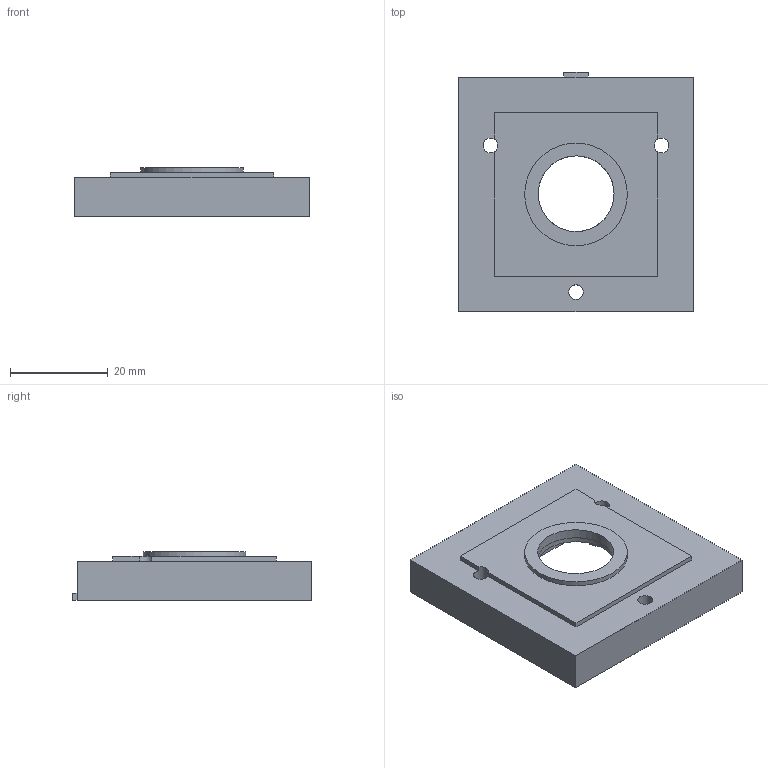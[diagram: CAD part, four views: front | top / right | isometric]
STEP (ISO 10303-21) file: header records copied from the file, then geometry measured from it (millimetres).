
FILE_DESCRIPTION(/* description */ (''),/* implementation_level */ '2;1');
FILE_NAME(/* name */ 'Door Handle Insert v10.step',/* time_stamp */ '2020-09-25T16:37:20+01:00',/* author */ (''),/* organization */ (''),/* preprocessor_version */ 'ST-DEVELOPER v18.1',/* originating_system */ 'Autodesk Translation Framework v9.3.0.1241',/* authorisation */ '');
FILE_SCHEMA (('AUTOMOTIVE_DESIGN { 1 0 10303 214 3 1 1 }'));
Length unit declared in the file: millimetre
Products named in the file (1): Door Handle Insert
Bounding box: 48 x 49 x 10 mm (x, y, z)
Volume: 9373.8 mm3; surface area: 7730 mm2
Topology: 1 solids, 1 shells, 43 faces, 121 edges, 80 vertices
Faces by surface type: plane 31, cylinder 12
Full cylindrical faces by diameter (mm): 3 x3, 15.5 x1, 15.75 x1, 21 x1
Entity records: 1444 total; most frequent: CARTESIAN_POINT 245, ORIENTED_EDGE 242, DIRECTION 241, EDGE_CURVE 121, LINE 89, VECTOR 89, VERTEX_POINT 80, AXIS2_PLACEMENT_3D 76
